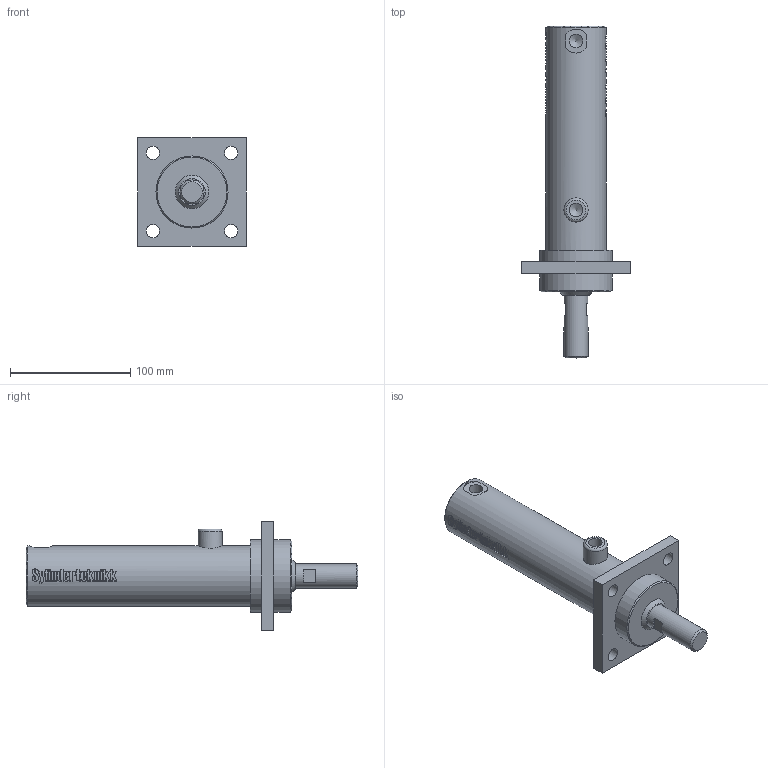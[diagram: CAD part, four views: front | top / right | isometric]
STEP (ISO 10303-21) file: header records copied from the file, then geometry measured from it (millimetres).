
FILE_DESCRIPTION((''),'2;1');
FILE_NAME('DVGF40_20.stp','2010-04-15T09:41:34',('tribel'),(''),'Autodesk Inventor 2009','Autodesk Inventor 2009','');
FILE_SCHEMA(('AUTOMOTIVE_DESIGN { 1 0 10303 214 1 1 1 1 }'));
Length unit declared in the file: millimetre
Products named in the file (4): DVGF40_20; DVGF40_20_body; DVGF40_20_stang; DVGF40_20_Parameters
Assembly tree (3 placements, depth 2):
  DVGF40_20
    DVGF40_20_body
    DVGF40_20_stang
    DVGF40_20_Parameters
Bounding box: 90 x 276 x 90 mm (x, y, z)
Volume: 436363.4 mm3; surface area: 98350.4 mm2
Topology: 2 solids, 3 shells, 468 faces, 1249 edges, 834 vertices
Faces by surface type: plane 260, bspline 150, cylinder 50, cone 4, torus 3, sphere 1
Full cylindrical faces by diameter (mm): 20 x3, 40 x2, 50 x1, 60 x2
Entity records: 44623 total; most frequent: CARTESIAN_POINT 34222, ORIENTED_EDGE 2408, DIRECTION 1538, EDGE_CURVE 1206, VERTEX_POINT 818, EDGE_LOOP 551, AXIS2_PLACEMENT_3D 515, VECTOR 508
